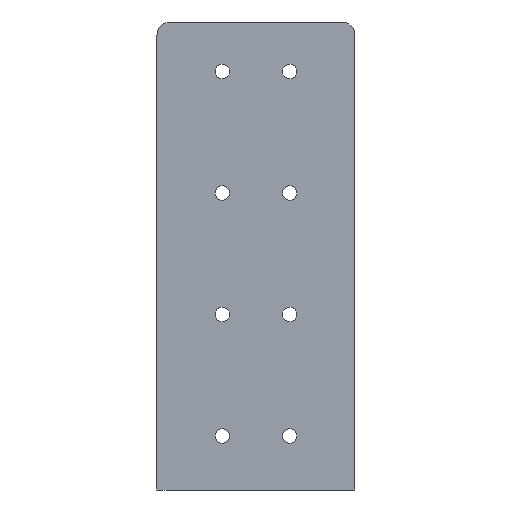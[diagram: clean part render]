
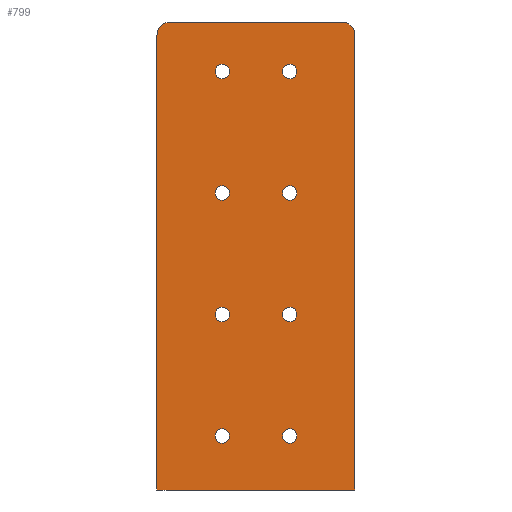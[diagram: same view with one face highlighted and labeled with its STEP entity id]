
A CAD part, left-side view. The second image highlights one B-rep face of the part: STEP entity #799.
In plain terms, the highlighted planar face has unit normal (-1, 0, 0).
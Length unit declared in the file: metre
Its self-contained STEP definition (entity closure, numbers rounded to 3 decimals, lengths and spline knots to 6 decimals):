
#63=CIRCLE('',#882,0.0016);
#64=CIRCLE('',#883,0.0016);
#65=CIRCLE('',#884,0.0016);
#66=CIRCLE('',#885,0.0016);
#67=CIRCLE('',#886,0.0016);
#68=CIRCLE('',#887,0.0016);
#69=CIRCLE('',#888,0.0016);
#70=CIRCLE('',#889,0.0016);
#71=CIRCLE('',#890,0.003);
#72=CIRCLE('',#891,0.003);
#169=ORIENTED_EDGE('',*,*,#372,.T.);
#170=ORIENTED_EDGE('',*,*,#373,.T.);
#171=ORIENTED_EDGE('',*,*,#374,.T.);
#172=ORIENTED_EDGE('',*,*,#375,.T.);
#173=ORIENTED_EDGE('',*,*,#376,.T.);
#174=ORIENTED_EDGE('',*,*,#377,.T.);
#175=ORIENTED_EDGE('',*,*,#378,.T.);
#176=ORIENTED_EDGE('',*,*,#379,.T.);
#177=ORIENTED_EDGE('',*,*,#365,.T.);
#178=ORIENTED_EDGE('',*,*,#380,.T.);
#179=ORIENTED_EDGE('',*,*,#381,.T.);
#180=ORIENTED_EDGE('',*,*,#382,.T.);
#181=ORIENTED_EDGE('',*,*,#355,.F.);
#182=ORIENTED_EDGE('',*,*,#353,.F.);
#353=EDGE_CURVE('',#459,#460,#524,.T.);
#355=EDGE_CURVE('',#460,#461,#526,.T.);
#365=EDGE_CURVE('',#459,#469,#533,.T.);
#372=EDGE_CURVE('',#475,#475,#63,.T.);
#373=EDGE_CURVE('',#476,#476,#64,.T.);
#374=EDGE_CURVE('',#477,#477,#65,.T.);
#375=EDGE_CURVE('',#478,#478,#66,.T.);
#376=EDGE_CURVE('',#479,#479,#67,.T.);
#377=EDGE_CURVE('',#480,#480,#68,.T.);
#378=EDGE_CURVE('',#481,#481,#69,.T.);
#379=EDGE_CURVE('',#482,#482,#70,.T.);
#380=EDGE_CURVE('',#469,#483,#71,.F.);
#381=EDGE_CURVE('',#483,#484,#537,.T.);
#382=EDGE_CURVE('',#484,#461,#72,.F.);
#459=VERTEX_POINT('',#1277);
#460=VERTEX_POINT('',#1279);
#461=VERTEX_POINT('',#1283);
#469=VERTEX_POINT('',#1301);
#475=VERTEX_POINT('',#1316);
#476=VERTEX_POINT('',#1318);
#477=VERTEX_POINT('',#1320);
#478=VERTEX_POINT('',#1322);
#479=VERTEX_POINT('',#1324);
#480=VERTEX_POINT('',#1326);
#481=VERTEX_POINT('',#1328);
#482=VERTEX_POINT('',#1330);
#483=VERTEX_POINT('',#1332);
#484=VERTEX_POINT('',#1334);
#524=LINE('',#1278,#583);
#526=LINE('',#1282,#585);
#533=LINE('',#1302,#592);
#537=LINE('',#1333,#596);
#583=VECTOR('',#1019,1.);
#585=VECTOR('',#1023,1.);
#592=VECTOR('',#1038,1.);
#596=VECTOR('',#1068,1.);
#645=EDGE_LOOP('',(#169));
#646=EDGE_LOOP('',(#170));
#647=EDGE_LOOP('',(#171));
#648=EDGE_LOOP('',(#172));
#649=EDGE_LOOP('',(#173));
#650=EDGE_LOOP('',(#174));
#651=EDGE_LOOP('',(#175));
#652=EDGE_LOOP('',(#176));
#653=EDGE_LOOP('',(#177,#178,#179,#180,#181,#182));
#720=FACE_BOUND('',#645,.T.);
#721=FACE_BOUND('',#646,.T.);
#722=FACE_BOUND('',#647,.T.);
#723=FACE_BOUND('',#648,.T.);
#724=FACE_BOUND('',#649,.T.);
#725=FACE_BOUND('',#650,.T.);
#726=FACE_BOUND('',#651,.T.);
#727=FACE_BOUND('',#652,.T.);
#728=FACE_BOUND('',#653,.T.);
#777=PLANE('',#881);
#799=ADVANCED_FACE('',(#720,#721,#722,#723,#724,#725,#726,#727,#728),#777,
 .F.);
#881=AXIS2_PLACEMENT_3D('',#1314,#1048,#1049);
#882=AXIS2_PLACEMENT_3D('',#1315,#1050,#1051);
#883=AXIS2_PLACEMENT_3D('',#1317,#1052,#1053);
#884=AXIS2_PLACEMENT_3D('',#1319,#1054,#1055);
#885=AXIS2_PLACEMENT_3D('',#1321,#1056,#1057);
#886=AXIS2_PLACEMENT_3D('',#1323,#1058,#1059);
#887=AXIS2_PLACEMENT_3D('',#1325,#1060,#1061);
#888=AXIS2_PLACEMENT_3D('',#1327,#1062,#1063);
#889=AXIS2_PLACEMENT_3D('',#1329,#1064,#1065);
#890=AXIS2_PLACEMENT_3D('',#1331,#1066,#1067);
#891=AXIS2_PLACEMENT_3D('',#1335,#1069,#1070);
#1019=DIRECTION('',(0.,1.,0.));
#1023=DIRECTION('',(0.,0.,1.));
#1038=DIRECTION('',(0.,0.,1.));
#1048=DIRECTION('',(1.,0.,0.));
#1049=DIRECTION('',(0.,1.,0.));
#1050=DIRECTION('',(1.,0.,0.));
#1051=DIRECTION('',(0.,1.,0.));
#1052=DIRECTION('',(1.,0.,0.));
#1053=DIRECTION('',(0.,1.,0.));
#1054=DIRECTION('',(1.,0.,0.));
#1055=DIRECTION('',(0.,1.,0.));
#1056=DIRECTION('',(1.,0.,0.));
#1057=DIRECTION('',(0.,1.,0.));
#1058=DIRECTION('',(1.,0.,0.));
#1059=DIRECTION('',(0.,1.,0.));
#1060=DIRECTION('',(1.,0.,0.));
#1061=DIRECTION('',(0.,1.,0.));
#1062=DIRECTION('',(1.,0.,0.));
#1063=DIRECTION('',(0.,1.,0.));
#1064=DIRECTION('',(1.,0.,0.));
#1065=DIRECTION('',(0.,1.,0.));
#1066=DIRECTION('',(1.,0.,0.));
#1067=DIRECTION('',(0.,1.,0.));
#1068=DIRECTION('',(0.,1.,0.));
#1069=DIRECTION('',(1.,0.,0.));
#1070=DIRECTION('',(0.,1.,0.));
#1277=CARTESIAN_POINT('',(0.0945,-0.044,-0.022));
#1278=CARTESIAN_POINT('',(0.0945,-0.022,-0.022));
#1279=CARTESIAN_POINT('',(0.0945,0.,-0.022));
#1282=CARTESIAN_POINT('',(0.0945,0.,-0.022002));
#1283=CARTESIAN_POINT('',(0.0945,0.,0.079));
#1301=CARTESIAN_POINT('',(0.0945,-0.044,0.079));
#1302=CARTESIAN_POINT('',(0.0945,-0.044,-0.022002));
#1314=CARTESIAN_POINT('',(0.0945,-0.022,-0.022002));
#1315=CARTESIAN_POINT('',(0.0945,-0.0295,-0.01));
#1316=CARTESIAN_POINT('',(0.0945,-0.0279,-0.01));
#1317=CARTESIAN_POINT('',(0.0945,-0.0295,0.017));
#1318=CARTESIAN_POINT('',(0.0945,-0.0279,0.017));
#1319=CARTESIAN_POINT('',(0.0945,-0.0145,0.017));
#1320=CARTESIAN_POINT('',(0.0945,-0.0129,0.017));
#1321=CARTESIAN_POINT('',(0.0945,-0.0145,0.044));
#1322=CARTESIAN_POINT('',(0.0945,-0.0129,0.044));
#1323=CARTESIAN_POINT('',(0.0945,-0.0295,0.071));
#1324=CARTESIAN_POINT('',(0.0945,-0.0279,0.071));
#1325=CARTESIAN_POINT('',(0.0945,-0.0145,0.071));
#1326=CARTESIAN_POINT('',(0.0945,-0.0129,0.071));
#1327=CARTESIAN_POINT('',(0.0945,-0.0295,0.044));
#1328=CARTESIAN_POINT('',(0.0945,-0.0279,0.044));
#1329=CARTESIAN_POINT('',(0.0945,-0.0145,-0.01));
#1330=CARTESIAN_POINT('',(0.0945,-0.0129,-0.01));
#1331=CARTESIAN_POINT('',(0.0945,-0.041,0.079));
#1332=CARTESIAN_POINT('',(0.0945,-0.041,0.082));
#1333=CARTESIAN_POINT('',(0.0945,-0.022,0.082));
#1334=CARTESIAN_POINT('',(0.0945,-0.003,0.082));
#1335=CARTESIAN_POINT('',(0.0945,-0.003,0.079));
